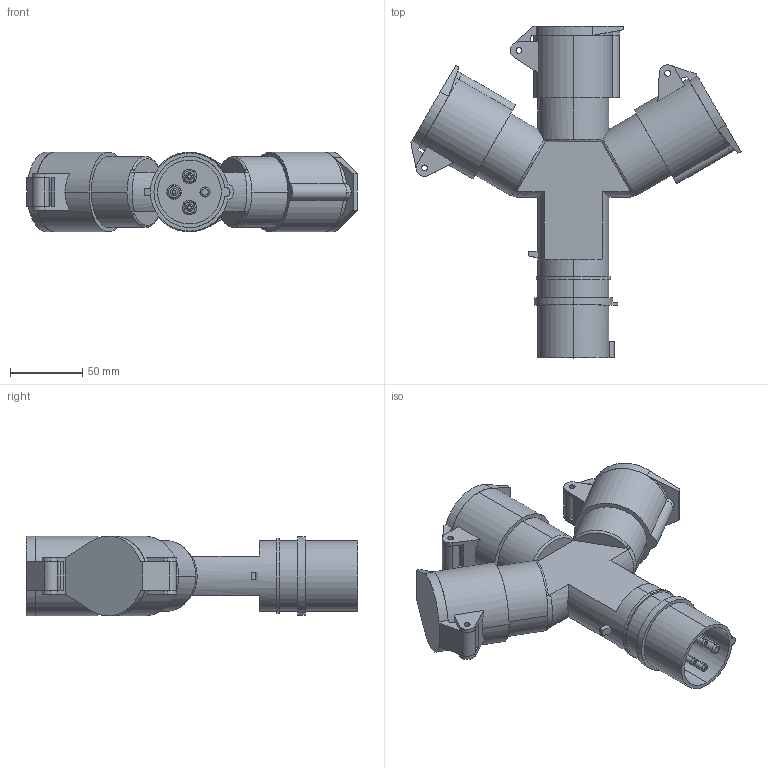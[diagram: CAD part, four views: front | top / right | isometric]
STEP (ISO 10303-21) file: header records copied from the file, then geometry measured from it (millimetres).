
FILE_DESCRIPTION (( 'STEP AP214' ), '1' );
FILE_NAME ('PAS32-016-4 Àäàïòåð òðåõëó÷åâîé TS1013-214 3Ð+ÐÅ 16À 380Â IP44 ÈÝÊ.STEP', '2017-01-19T07:59:11', ( '' ), ( '' ), 'SwSTEP 2.0', 'SolidWorks 2014', '' );
FILE_SCHEMA (( 'AUTOMOTIVE_DESIGN' ));
Length unit declared in the file: millimetre
Products named in the file (1): PAS32-016-4 Àäàïòåð òðåõëó÷åâîé TS1013-214 3Ð+ÐÅ 16À 380Â IP44 ÈÝÊ
Bounding box: 227.88 x 229 x 55 mm (x, y, z)
Volume: 590325.9 mm3; surface area: 151643.8 mm2
Topology: 4 solids, 4 shells, 324 faces, 767 edges, 498 vertices
Faces by surface type: cylinder 141, plane 125, cone 30, torus 20, bspline 8
Entity records: 9981 total; most frequent: CARTESIAN_POINT 2211, DIRECTION 1715, ORIENTED_EDGE 1534, EDGE_CURVE 767, AXIS2_PLACEMENT_3D 694, VERTEX_POINT 498, EDGE_LOOP 389, CIRCLE 377
